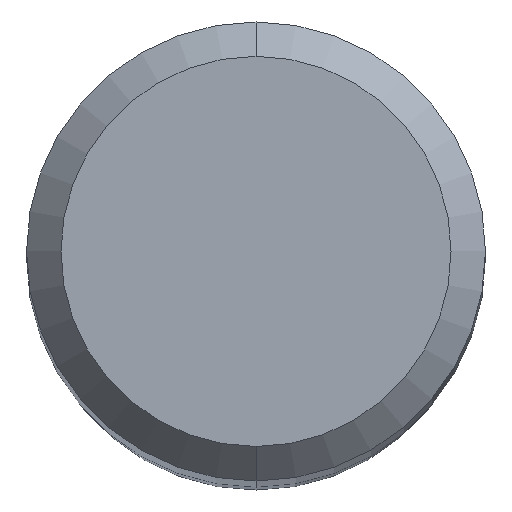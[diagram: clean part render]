
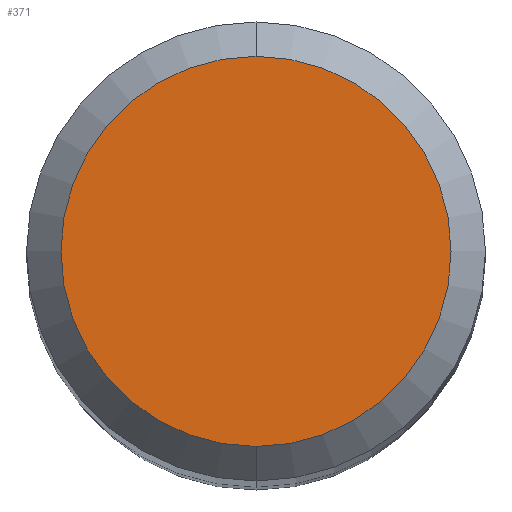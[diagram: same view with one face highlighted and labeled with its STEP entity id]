
A CAD part, top view. The second image highlights one B-rep face of the part: STEP entity #371.
In plain terms, the highlighted planar face has unit normal (0, 0, 1).
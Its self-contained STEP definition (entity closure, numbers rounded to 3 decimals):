
#189=VERTEX_POINT('',#499);
#321=EDGE_CURVE('',#325,#189,#642,.T.);
#325=VERTEX_POINT('',#646);
#371=ADVANCED_FACE('',(#694),#695,.T.);
#397=EDGE_CURVE('',#189,#325,#723,.T.);
#499=CARTESIAN_POINT('',(0.0,1.7,0.0));
#642=CIRCLE('',#1079,1.7);
#646=CARTESIAN_POINT('',(0.,-1.7,0.0));
#694=FACE_OUTER_BOUND('',#1169,.T.);
#695=PLANE('',#1170);
#723=CIRCLE('',#1264,1.7);
#1079=AXIS2_PLACEMENT_3D('',#1626,#1627,#1628);
#1169=EDGE_LOOP('',(#1665,#1666));
#1170=AXIS2_PLACEMENT_3D('',#1667,#1668,#1669);
#1264=AXIS2_PLACEMENT_3D('',#1694,#1695,#1696);
#1626=CARTESIAN_POINT('',(0.0,0.0,0.0));
#1627=DIRECTION('',(0.0,0.0,-1.0));
#1628=DIRECTION('',(0.0,1.0,0.0));
#1665=ORIENTED_EDGE('',*,*,#397,.F.);
#1666=ORIENTED_EDGE('',*,*,#321,.F.);
#1667=CARTESIAN_POINT('',(0.0,0.85,0.0));
#1668=DIRECTION('',(-0.0,0.0,1.0));
#1669=DIRECTION('',(0.0,-1.0,0.0));
#1694=CARTESIAN_POINT('',(0.0,0.0,0.0));
#1695=DIRECTION('',(0.0,0.0,-1.0));
#1696=DIRECTION('',(0.0,1.0,0.0));
